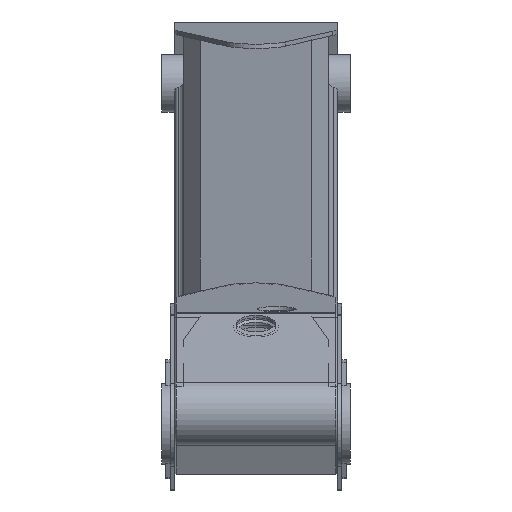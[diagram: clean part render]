
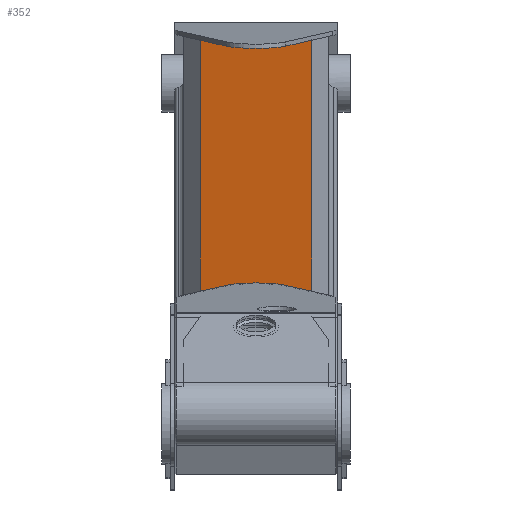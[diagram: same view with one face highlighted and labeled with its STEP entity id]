
A CAD part, front view. The second image highlights one B-rep face of the part: STEP entity #352.
In plain terms, the highlighted planar face has unit normal (0, -0.131, 0.991).
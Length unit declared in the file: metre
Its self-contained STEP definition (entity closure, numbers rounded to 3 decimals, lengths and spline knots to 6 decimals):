
#352 = ADVANCED_FACE( '', ( #853 ), #854, .F. );
#853 = FACE_OUTER_BOUND( '', #1516, .T. );
#854 = PLANE( '', #1517 );
#1516 = EDGE_LOOP( '', ( #2521, #2522, #2523, #2524, #2525, #2526, #2527, #2528 ) );
#1517 = AXIS2_PLACEMENT_3D( '', #2529, #2530, #2531 );
#2521 = ORIENTED_EDGE( '', *, *, #4157, .T. );
#2522 = ORIENTED_EDGE( '', *, *, #4158, .T. );
#2523 = ORIENTED_EDGE( '', *, *, #4159, .T. );
#2524 = ORIENTED_EDGE( '', *, *, #4160, .T. );
#2525 = ORIENTED_EDGE( '', *, *, #4092, .T. );
#2526 = ORIENTED_EDGE( '', *, *, #4161, .T. );
#2527 = ORIENTED_EDGE( '', *, *, #4162, .T. );
#2528 = ORIENTED_EDGE( '', *, *, #4163, .T. );
#2529 = CARTESIAN_POINT( '', ( -9.295966, -0.454696, 0.992644 ) );
#2530 = DIRECTION( '', ( 0., 0.131, -0.991 ) );
#2531 = DIRECTION( '', ( 0., 0.991, 0.131 ) );
#4092 = EDGE_CURVE( '', #4997, #4878, #5002, .T. );
#4157 = EDGE_CURVE( '', #5107, #5108, #5109, .T. );
#4158 = EDGE_CURVE( '', #5108, #5110, #5111, .T. );
#4159 = EDGE_CURVE( '', #5110, #5112, #5113, .T. );
#4160 = EDGE_CURVE( '', #5112, #4997, #5114, .T. );
#4161 = EDGE_CURVE( '', #4878, #5115, #5116, .T. );
#4162 = EDGE_CURVE( '', #5115, #5117, #5118, .T. );
#4163 = EDGE_CURVE( '', #5117, #5107, #5119, .T. );
#4878 = VERTEX_POINT( '', #6073 );
#4997 = VERTEX_POINT( '', #6270 );
#5002 = LINE( '', #6277, #6278 );
#5107 = VERTEX_POINT( '', #6418 );
#5108 = VERTEX_POINT( '', #6419 );
#5109 = LINE( '', #6420, #6421 );
#5110 = VERTEX_POINT( '', #6422 );
#5111 = LINE( '', #6423, #6424 );
#5112 = VERTEX_POINT( '', #6425 );
#5113 = CIRCLE( '', #6426, 0.0508 );
#5114 = LINE( '', #6427, #6428 );
#5115 = VERTEX_POINT( '', #6429 );
#5116 = LINE( '', #6430, #6431 );
#5117 = VERTEX_POINT( '', #6432 );
#5118 = CIRCLE( '', #6433, 0.0508 );
#5119 = LINE( '', #6434, #6435 );
#6073 = CARTESIAN_POINT( '', ( 0.082326, 1.015854, 1.186246 ) );
#6270 = CARTESIAN_POINT( '', ( 0.082326, -1.841902, 0.810015 ) );
#6277 = CARTESIAN_POINT( '', ( 0.082326, 1.174457, 1.207126 ) );
#6278 = VECTOR( '', #7621, 1. );
#6418 = CARTESIAN_POINT( '', ( -0.082326, 1.015854, 1.186246 ) );
#6419 = CARTESIAN_POINT( '', ( -0.082326, -1.841902, 0.810015 ) );
#6420 = CARTESIAN_POINT( '', ( -0.082326, -0.454696, 0.992644 ) );
#6421 = VECTOR( '', #7699, 1. );
#6422 = CARTESIAN_POINT( '', ( -0.043994, -1.776077, 0.818681 ) );
#6423 = CARTESIAN_POINT( '', ( -0.14961, -1.957445, 0.794804 ) );
#6424 = VECTOR( '', #7700, 1. );
#6425 = CARTESIAN_POINT( '', ( 0.043994, -1.776077, 0.818681 ) );
#6426 = AXIS2_PLACEMENT_3D( '', #7701, #7702, #7703 );
#6427 = CARTESIAN_POINT( '', ( 0.089396, -1.854043, 0.808417 ) );
#6428 = VECTOR( '', #7704, 1. );
#6429 = CARTESIAN_POINT( '', ( 0.043994, 0.950029, 1.17758 ) );
#6430 = CARTESIAN_POINT( '', ( 0.052995, 0.965487, 1.179615 ) );
#6431 = VECTOR( '', #7705, 1. );
#6432 = CARTESIAN_POINT( '', ( -0.043994, 0.950029, 1.17758 ) );
#6433 = AXIS2_PLACEMENT_3D( '', #7706, #7707, #7708 );
#6434 = CARTESIAN_POINT( '', ( -0.113209, 1.068888, 1.193228 ) );
#6435 = VECTOR( '', #7709, 1. );
#7621 = DIRECTION( '', ( 0., 0.991, 0.131 ) );
#7699 = DIRECTION( '', ( 0., -0.991, -0.131 ) );
#7700 = DIRECTION( '', ( 0.5, 0.859, 0.113 ) );
#7701 = CARTESIAN_POINT( '', ( 0., -1.80126, 0.815366 ) );
#7702 = DIRECTION( '', ( 0., 0.131, -0.991 ) );
#7703 = DIRECTION( '', ( 0., 0.991, 0.131 ) );
#7704 = DIRECTION( '', ( 0.5, -0.859, -0.113 ) );
#7705 = DIRECTION( '', ( -0.5, -0.859, -0.113 ) );
#7706 = CARTESIAN_POINT( '', ( 0., 0.975212, 1.180895 ) );
#7707 = DIRECTION( '', ( 0., 0.131, -0.991 ) );
#7708 = DIRECTION( '', ( 0., 0.991, 0.131 ) );
#7709 = DIRECTION( '', ( -0.5, 0.859, 0.113 ) );
